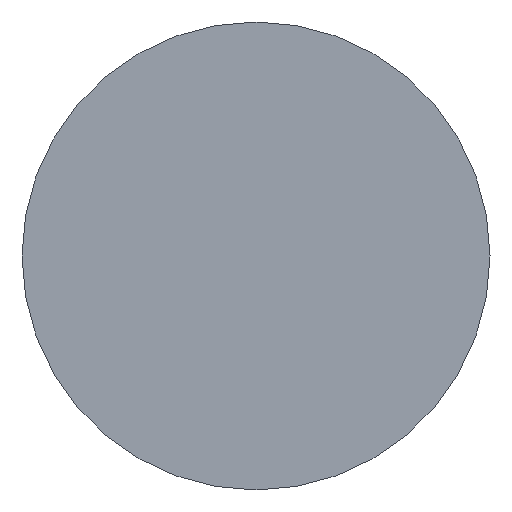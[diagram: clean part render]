
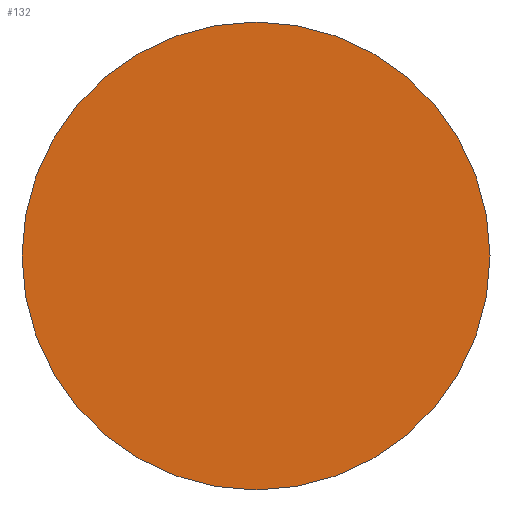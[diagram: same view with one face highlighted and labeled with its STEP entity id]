
A CAD part, front view. The second image highlights one B-rep face of the part: STEP entity #132.
In plain terms, the highlighted planar face has unit normal (0, -1, 0).
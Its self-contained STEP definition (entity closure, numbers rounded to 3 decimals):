
#105=FACE_OUTER_BOUND('',#150,.T.);
#107=PLANE('',#234);
#122=CIRCLE('',#233,2.25);
#132=ADVANCED_FACE('',(#105),#107,.T.);
#150=EDGE_LOOP('',(#170));
#170=ORIENTED_EDGE('',*,*,#184,.F.);
#184=EDGE_CURVE('',#217,#217,#122,.T.);
#217=VERTEX_POINT('',#333);
#233=AXIS2_PLACEMENT_3D('',#332,#266,#267);
#234=AXIS2_PLACEMENT_3D('',#334,#268,#269);
#266=DIRECTION('',(0.,1.,0.));
#267=DIRECTION('',(1.,0.,0.));
#268=DIRECTION('',(0.,-1.,0.));
#269=DIRECTION('',(0.,0.,1.));
#332=CARTESIAN_POINT('',(-1.563,-5.839,0.));
#333=CARTESIAN_POINT('',(0.687,-5.839,0.));
#334=CARTESIAN_POINT('',(0.912,-5.839,-2.475));
